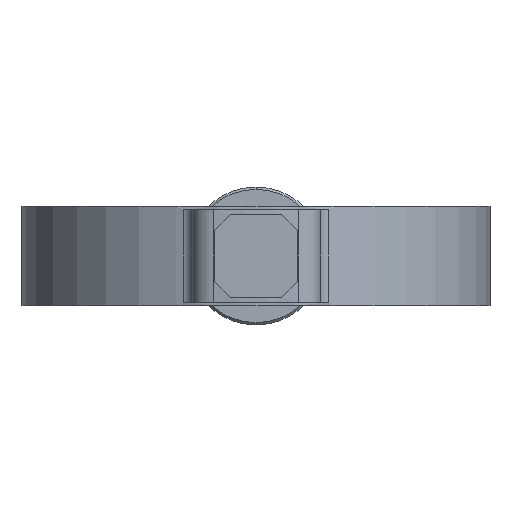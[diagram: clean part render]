
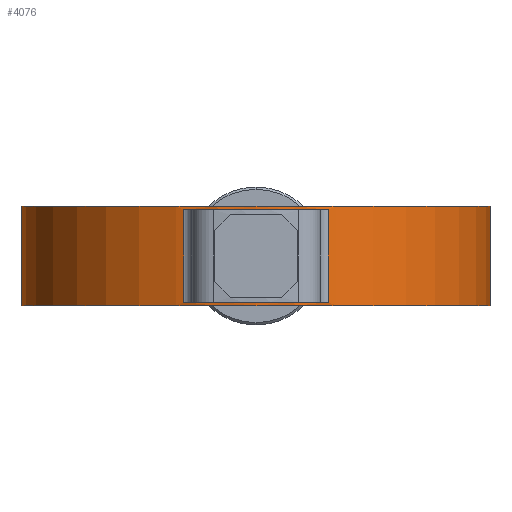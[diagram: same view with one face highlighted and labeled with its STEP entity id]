
A CAD part, front view. The second image highlights one B-rep face of the part: STEP entity #4076.
In plain terms, the highlighted cylindrical face has radius 297 mm (diameter 594 mm), a partial arc.
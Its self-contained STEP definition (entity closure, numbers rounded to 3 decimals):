
#43 = EDGE_CURVE ( 'NONE', #2741, #3855, #2117, .T. ) ;
#45 = EDGE_CURVE ( 'NONE', #2679, #2728, #2119, .T. ) ;
#209 = AXIS2_PLACEMENT_3D ( 'NONE', #1891, #1892, #2463 ) ;
#210 = AXIS2_PLACEMENT_3D ( 'NONE', #2235, #2236, #2237 ) ;
#211 = AXIS2_PLACEMENT_3D ( 'NONE', #2239, #2240, #2241 ) ;
#212 = AXIS2_PLACEMENT_3D ( 'NONE', #2242, #2243, #2244 ) ;
#517 = CARTESIAN_POINT ( 'NONE',  ( 297., 0., 63. ) ) ;
#522 = CARTESIAN_POINT ( 'NONE',  ( -297., 0., 63. ) ) ;
#738 = DIRECTION ( 'NONE',  ( 0., 0., -1. ) ) ;
#739 = DIRECTION ( 'NONE',  ( 0., 0., -1. ) ) ;
#1128 = CARTESIAN_POINT ( 'NONE',  ( 297., 0., 63. ) ) ;
#1177 = CARTESIAN_POINT ( 'NONE',  ( 297., 0., -63. ) ) ;
#1189 = CARTESIAN_POINT ( 'NONE',  ( -91.861, -282.437, -58.5 ) ) ;
#1190 = CARTESIAN_POINT ( 'NONE',  ( -297., 0., 63. ) ) ;
#1360 = CARTESIAN_POINT ( 'NONE',  ( -91.861, -282.437, 58.5 ) ) ;
#1369 = CARTESIAN_POINT ( 'NONE',  ( 91.861, -282.437, -58.5 ) ) ;
#1374 = CARTESIAN_POINT ( 'NONE',  ( -297., 0., -63. ) ) ;
#1451 = DIRECTION ( 'NONE',  ( -1., 0., 0. ) ) ;
#1452 = CARTESIAN_POINT ( 'NONE',  ( 0., 0., 63. ) ) ;
#1453 = DIRECTION ( 'NONE',  ( 0., 0., -1. ) ) ;
#1739 = CARTESIAN_POINT ( 'NONE',  ( 91.861, -282.437, 58.5 ) ) ;
#1890 = CARTESIAN_POINT ( 'NONE',  ( -91.861, -282.437, 63. ) ) ;
#1891 = CARTESIAN_POINT ( 'NONE',  ( 0., 0., 63. ) ) ;
#1892 = DIRECTION ( 'NONE',  ( 0., 0., 1. ) ) ;
#1893 = EDGE_CURVE ( 'NONE', #2741, #2679, #4546, .T. ) ;
#1894 = EDGE_CURVE ( 'NONE', #3855, #2728, #4550, .T. ) ;
#1895 = EDGE_CURVE ( 'NONE', #3823, #3841, #4551, .T. ) ;
#1896 = EDGE_CURVE ( 'NONE', #3823, #3850, #4552, .T. ) ;
#1897 = EDGE_CURVE ( 'NONE', #3850, #2740, #4548, .T. ) ;
#1898 = EDGE_CURVE ( 'NONE', #2740, #3841, #4555, .T. ) ;
#2025 = EDGE_LOOP ( 'NONE', ( #5124, #5123, #5122, #5121 ) ) ;
#2040 = EDGE_LOOP ( 'NONE', ( #5120, #5119, #5118, #5117 ) ) ;
#2117 = LINE ( 'NONE', #522, #2120 ) ;
#2119 = LINE ( 'NONE', #517, #2123 ) ;
#2120 = VECTOR ( 'NONE', #739, 1000. ) ;
#2123 = VECTOR ( 'NONE', #738, 1000. ) ;
#2233 = CARTESIAN_POINT ( 'NONE',  ( 91.861, -282.437, 63. ) ) ;
#2234 = DIRECTION ( 'NONE',  ( 0., 0., -1. ) ) ;
#2235 = CARTESIAN_POINT ( 'NONE',  ( 0., 0., -63. ) ) ;
#2236 = DIRECTION ( 'NONE',  ( 0., 0., 1. ) ) ;
#2237 = DIRECTION ( 'NONE',  ( 1., 0., 0. ) ) ;
#2238 = DIRECTION ( 'NONE',  ( 0., 0., 1. ) ) ;
#2239 = CARTESIAN_POINT ( 'NONE',  ( 0., 0., 58.5 ) ) ;
#2240 = DIRECTION ( 'NONE',  ( 0., 0., -1. ) ) ;
#2241 = DIRECTION ( 'NONE',  ( -1., 0., 0. ) ) ;
#2242 = CARTESIAN_POINT ( 'NONE',  ( 0., 0., -58.5 ) ) ;
#2243 = DIRECTION ( 'NONE',  ( 0., 0., -1. ) ) ;
#2244 = DIRECTION ( 'NONE',  ( -1., 0., 0. ) ) ;
#2422 = AXIS2_PLACEMENT_3D ( 'NONE', #1452, #1453, #1451 ) ;
#2463 = DIRECTION ( 'NONE',  ( 1., 0., 0. ) ) ;
#2679 = VERTEX_POINT ( 'NONE', #1128 ) ;
#2728 = VERTEX_POINT ( 'NONE', #1177 ) ;
#2740 = VERTEX_POINT ( 'NONE', #1189 ) ;
#2741 = VERTEX_POINT ( 'NONE', #1190 ) ;
#2820 = FACE_OUTER_BOUND ( 'NONE', #2025, .T. ) ;
#2822 = FACE_BOUND ( 'NONE', #2040, .T. ) ;
#2824 = CYLINDRICAL_SURFACE ( 'NONE', #2422, 297. ) ;
#3823 = VERTEX_POINT ( 'NONE', #1739 ) ;
#3841 = VERTEX_POINT ( 'NONE', #1360 ) ;
#3850 = VERTEX_POINT ( 'NONE', #1369 ) ;
#3855 = VERTEX_POINT ( 'NONE', #1374 ) ;
#4076 = ADVANCED_FACE ( 'NONE', ( #2820, #2822 ), #2824, .T. ) ;
#4546 = CIRCLE ( 'NONE', #209, 297. ) ;
#4548 = CIRCLE ( 'NONE', #212, 297. ) ;
#4550 = CIRCLE ( 'NONE', #210, 297. ) ;
#4551 = CIRCLE ( 'NONE', #211, 297. ) ;
#4552 = LINE ( 'NONE', #2233, #4554 ) ;
#4554 = VECTOR ( 'NONE', #2234, 1000. ) ;
#4555 = LINE ( 'NONE', #1890, #4557 ) ;
#4557 = VECTOR ( 'NONE', #2238, 1000. ) ;
#5117 = ORIENTED_EDGE ( 'NONE', *, *, #1898, .T. ) ;
#5118 = ORIENTED_EDGE ( 'NONE', *, *, #1897, .T. ) ;
#5119 = ORIENTED_EDGE ( 'NONE', *, *, #1896, .T. ) ;
#5120 = ORIENTED_EDGE ( 'NONE', *, *, #1895, .F. ) ;
#5121 = ORIENTED_EDGE ( 'NONE', *, *, #1894, .T. ) ;
#5122 = ORIENTED_EDGE ( 'NONE', *, *, #43, .T. ) ;
#5123 = ORIENTED_EDGE ( 'NONE', *, *, #1893, .F. ) ;
#5124 = ORIENTED_EDGE ( 'NONE', *, *, #45, .F. ) ;
